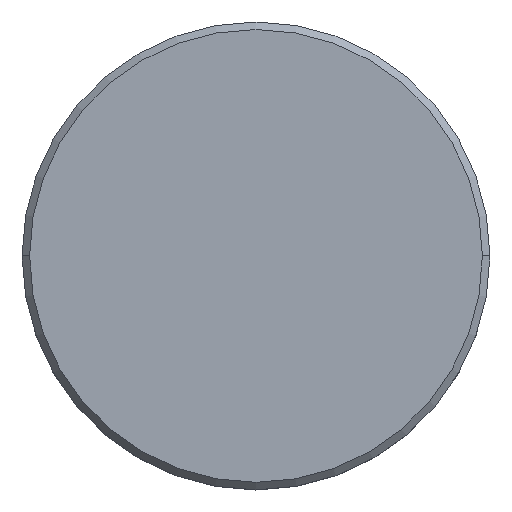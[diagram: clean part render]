
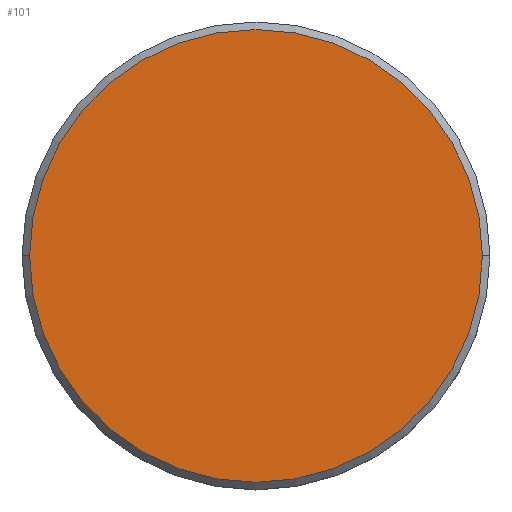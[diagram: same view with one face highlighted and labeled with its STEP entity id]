
A CAD part, top view. The second image highlights one B-rep face of the part: STEP entity #101.
In plain terms, the highlighted planar face has unit normal (0, 0, 1).
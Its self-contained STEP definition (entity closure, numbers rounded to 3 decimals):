
#21 = DIRECTION ( 'NONE',  ( 1., 0., 0. ) ) ;
#31 = AXIS2_PLACEMENT_3D ( 'NONE', #1002, #910, #891 ) ;
#37 = AXIS2_PLACEMENT_3D ( 'NONE', #1025, #134, #204 ) ;
#101 = ADVANCED_FACE ( 'NONE', ( #803 ), #1173, .T. ) ;
#134 = DIRECTION ( 'NONE',  ( 0., 0., 1. ) ) ;
#167 = VERTEX_POINT ( 'NONE', #707 ) ;
#179 = CARTESIAN_POINT ( 'NONE',  ( 0., 0., 0. ) ) ;
#204 = DIRECTION ( 'NONE',  ( 1., 0., 0. ) ) ;
#305 = EDGE_CURVE ( 'NONE', #1117, #167, #719, .T. ) ;
#334 = ORIENTED_EDGE ( 'NONE', *, *, #305, .T. ) ;
#412 = CIRCLE ( 'NONE', #37, 15. ) ;
#421 = CARTESIAN_POINT ( 'NONE',  ( 15., 0., 0. ) ) ;
#532 = EDGE_LOOP ( 'NONE', ( #1172, #334 ) ) ;
#707 = CARTESIAN_POINT ( 'NONE',  ( -15., 0., 0. ) ) ;
#719 = CIRCLE ( 'NONE', #838, 15. ) ;
#803 = FACE_OUTER_BOUND ( 'NONE', #532, .T. ) ;
#838 = AXIS2_PLACEMENT_3D ( 'NONE', #179, #842, #21 ) ;
#842 = DIRECTION ( 'NONE',  ( 0., 0., 1. ) ) ;
#891 = DIRECTION ( 'NONE',  ( 1., 0., 0. ) ) ;
#910 = DIRECTION ( 'NONE',  ( 0., 0., 1. ) ) ;
#1002 = CARTESIAN_POINT ( 'NONE',  ( 0., 0., 0. ) ) ;
#1025 = CARTESIAN_POINT ( 'NONE',  ( 0., 0., 0. ) ) ;
#1111 = EDGE_CURVE ( 'NONE', #167, #1117, #412, .T. ) ;
#1117 = VERTEX_POINT ( 'NONE', #421 ) ;
#1172 = ORIENTED_EDGE ( 'NONE', *, *, #1111, .T. ) ;
#1173 = PLANE ( 'NONE',  #31 ) ;
